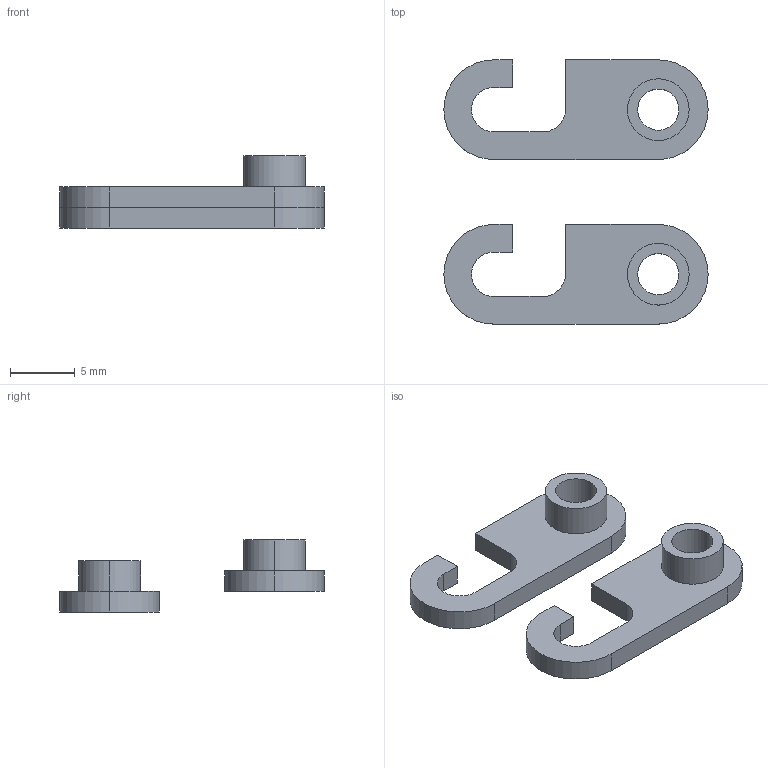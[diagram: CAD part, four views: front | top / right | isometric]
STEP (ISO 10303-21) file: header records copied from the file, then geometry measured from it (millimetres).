
FILE_DESCRIPTION(('STEP AP214'),'1');
FILE_NAME('tmp0.step','2022-07-31T15:41:57',(' '),(' '),'Spatial InterOp 3D',' ',' ');
FILE_SCHEMA(('automotive_design'));
Length unit declared in the file: inch
Products named in the file (2): 1; 2
Bounding box: 20.38 x 20.38 x 5.56 mm (x, y, z)
Volume: 378.4 mm3; surface area: 773.4 mm2
Topology: 2 solids, 2 shells, 44 faces, 114 edges, 76 vertices
Faces by surface type: cylinder 24, plane 20
Entity records: 1774 total; most frequent: DIRECTION 254, CARTESIAN_POINT 236, ORIENTED_EDGE 228, EDGE_CURVE 114, AXIS2_PLACEMENT_3D 94, VERTEX_POINT 76, LINE 66, VECTOR 66
